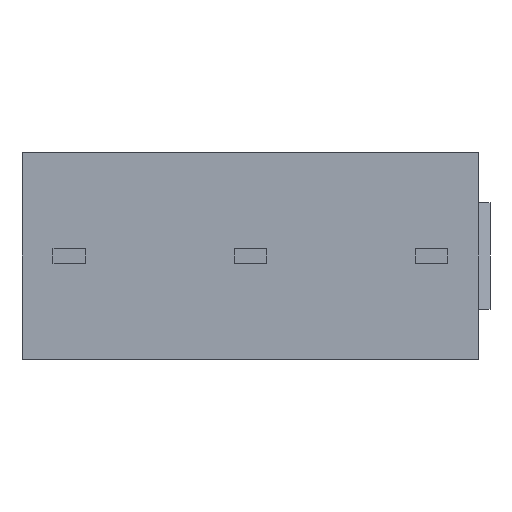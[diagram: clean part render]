
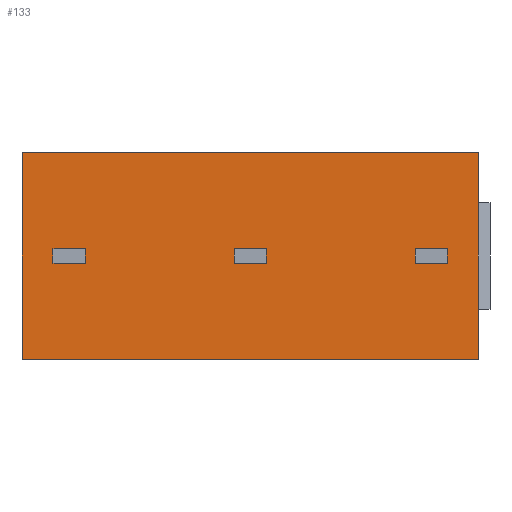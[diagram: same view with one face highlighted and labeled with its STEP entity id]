
A CAD part, front view. The second image highlights one B-rep face of the part: STEP entity #133.
In plain terms, the highlighted planar face has unit normal (0, -1, 0).
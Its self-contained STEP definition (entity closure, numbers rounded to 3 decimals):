
#133=ADVANCED_FACE('',(#267,#268,#269,#270),#271,.F.);
#267=FACE_BOUND('',#400,.T.);
#268=FACE_BOUND('',#401,.T.);
#269=FACE_BOUND('',#402,.T.);
#270=FACE_OUTER_BOUND('',#403,.T.);
#271=PLANE('',#404);
#400=EDGE_LOOP('',(#714,#715,#716,#717));
#401=EDGE_LOOP('',(#718,#719,#720,#721));
#402=EDGE_LOOP('',(#722,#723,#724,#725));
#403=EDGE_LOOP('',(#726,#727,#728,#729));
#404=AXIS2_PLACEMENT_3D('',#730,#731,#732);
#714=ORIENTED_EDGE('',*,*,#795,.T.);
#715=ORIENTED_EDGE('',*,*,#790,.T.);
#716=ORIENTED_EDGE('',*,*,#799,.T.);
#717=ORIENTED_EDGE('',*,*,#805,.T.);
#718=ORIENTED_EDGE('',*,*,#812,.T.);
#719=ORIENTED_EDGE('',*,*,#807,.T.);
#720=ORIENTED_EDGE('',*,*,#816,.T.);
#721=ORIENTED_EDGE('',*,*,#822,.T.);
#722=ORIENTED_EDGE('',*,*,#829,.T.);
#723=ORIENTED_EDGE('',*,*,#824,.T.);
#724=ORIENTED_EDGE('',*,*,#833,.T.);
#725=ORIENTED_EDGE('',*,*,#839,.T.);
#726=ORIENTED_EDGE('',*,*,#893,.T.);
#727=ORIENTED_EDGE('',*,*,#889,.F.);
#728=ORIENTED_EDGE('',*,*,#894,.F.);
#729=ORIENTED_EDGE('',*,*,#886,.F.);
#730=CARTESIAN_POINT('',(0.0,0.0,0.0));
#731=DIRECTION('',(0.0,1.0,0.0));
#732=DIRECTION('',(0.0,0.0,1.0));
#790=EDGE_CURVE('',#941,#942,#943,.T.);
#795=EDGE_CURVE('',#950,#941,#951,.T.);
#799=EDGE_CURVE('',#942,#956,#957,.T.);
#805=EDGE_CURVE('',#956,#950,#964,.T.);
#807=EDGE_CURVE('',#966,#967,#968,.T.);
#812=EDGE_CURVE('',#975,#966,#976,.T.);
#816=EDGE_CURVE('',#967,#981,#982,.T.);
#822=EDGE_CURVE('',#981,#975,#989,.T.);
#824=EDGE_CURVE('',#991,#992,#993,.T.);
#829=EDGE_CURVE('',#1000,#991,#1001,.T.);
#833=EDGE_CURVE('',#992,#1006,#1007,.T.);
#839=EDGE_CURVE('',#1006,#1000,#1014,.T.);
#886=EDGE_CURVE('',#1079,#1074,#1081,.T.);
#889=EDGE_CURVE('',#1084,#1086,#1087,.T.);
#893=EDGE_CURVE('',#1079,#1086,#1092,.T.);
#894=EDGE_CURVE('',#1074,#1084,#1093,.T.);
#941=VERTEX_POINT('',#1150);
#942=VERTEX_POINT('',#1151);
#943=LINE('',#1152,#1153);
#950=VERTEX_POINT('',#1163);
#951=LINE('',#1164,#1165);
#956=VERTEX_POINT('',#1172);
#957=LINE('',#1173,#1174);
#964=LINE('',#1184,#1185);
#966=VERTEX_POINT('',#1187);
#967=VERTEX_POINT('',#1188);
#968=LINE('',#1189,#1190);
#975=VERTEX_POINT('',#1200);
#976=LINE('',#1201,#1202);
#981=VERTEX_POINT('',#1209);
#982=LINE('',#1210,#1211);
#989=LINE('',#1221,#1222);
#991=VERTEX_POINT('',#1224);
#992=VERTEX_POINT('',#1225);
#993=LINE('',#1226,#1227);
#1000=VERTEX_POINT('',#1237);
#1001=LINE('',#1238,#1239);
#1006=VERTEX_POINT('',#1246);
#1007=LINE('',#1247,#1248);
#1014=LINE('',#1258,#1259);
#1074=VERTEX_POINT('',#1343);
#1079=VERTEX_POINT('',#1350);
#1081=LINE('',#1353,#1354);
#1084=VERTEX_POINT('',#1357);
#1086=VERTEX_POINT('',#1360);
#1087=LINE('',#1361,#1362);
#1092=LINE('',#1369,#1370);
#1093=LINE('',#1371,#1372);
#1150=CARTESIAN_POINT('',(4.63,0.0,-0.2));
#1151=CARTESIAN_POINT('',(4.63,0.0,0.2));
#1152=CARTESIAN_POINT('',(4.63,0.0,0.0));
#1153=VECTOR('',#1414,1.0);
#1163=CARTESIAN_POINT('',(5.53,0.0,-0.2));
#1164=CARTESIAN_POINT('',(2.54,0.0,-0.2));
#1165=VECTOR('',#1418,1.0);
#1172=CARTESIAN_POINT('',(5.53,0.0,0.2));
#1173=CARTESIAN_POINT('',(2.54,0.0,0.2));
#1174=VECTOR('',#1421,1.0);
#1184=CARTESIAN_POINT('',(5.53,0.0,0.0));
#1185=VECTOR('',#1425,1.0);
#1187=CARTESIAN_POINT('',(-0.45,0.0,-0.2));
#1188=CARTESIAN_POINT('',(-0.45,0.0,0.2));
#1189=CARTESIAN_POINT('',(-0.45,0.0,0.0));
#1190=VECTOR('',#1426,1.0);
#1200=CARTESIAN_POINT('',(0.45,0.0,-0.2));
#1201=CARTESIAN_POINT('',(0.0,0.0,-0.2));
#1202=VECTOR('',#1430,1.0);
#1209=CARTESIAN_POINT('',(0.45,0.0,0.2));
#1210=CARTESIAN_POINT('',(0.0,0.0,0.2));
#1211=VECTOR('',#1433,1.0);
#1221=CARTESIAN_POINT('',(0.45,0.0,0.0));
#1222=VECTOR('',#1437,1.0);
#1224=CARTESIAN_POINT('',(-5.53,0.0,-0.2));
#1225=CARTESIAN_POINT('',(-5.53,0.0,0.2));
#1226=CARTESIAN_POINT('',(-5.53,0.0,0.0));
#1227=VECTOR('',#1438,1.0);
#1237=CARTESIAN_POINT('',(-4.63,0.0,-0.2));
#1238=CARTESIAN_POINT('',(-2.54,0.0,-0.2));
#1239=VECTOR('',#1442,1.0);
#1246=CARTESIAN_POINT('',(-4.63,0.0,0.2));
#1247=CARTESIAN_POINT('',(-2.54,0.0,0.2));
#1248=VECTOR('',#1445,1.0);
#1258=CARTESIAN_POINT('',(-4.63,0.0,0.0));
#1259=VECTOR('',#1449,1.0);
#1343=CARTESIAN_POINT('',(6.4,0.0,2.9));
#1350=CARTESIAN_POINT('',(-6.4,0.0,2.9));
#1353=CARTESIAN_POINT('',(0.0,0.0,2.9));
#1354=VECTOR('',#1495,1.0);
#1357=CARTESIAN_POINT('',(6.4,0.0,-2.9));
#1360=CARTESIAN_POINT('',(-6.4,0.0,-2.9));
#1361=CARTESIAN_POINT('',(0.0,0.0,-2.9));
#1362=VECTOR('',#1497,1.0);
#1369=CARTESIAN_POINT('',(-6.4,0.0,0.0));
#1370=VECTOR('',#1500,1.0);
#1371=CARTESIAN_POINT('',(6.4,0.0,0.0));
#1372=VECTOR('',#1501,1.0);
#1414=DIRECTION('',(0.0,0.0,1.0));
#1418=DIRECTION('',(-1.0,0.0,0.0));
#1421=DIRECTION('',(1.0,0.0,0.0));
#1425=DIRECTION('',(0.0,0.0,-1.0));
#1426=DIRECTION('',(0.0,0.0,1.0));
#1430=DIRECTION('',(-1.0,0.0,0.0));
#1433=DIRECTION('',(1.0,0.0,0.0));
#1437=DIRECTION('',(0.0,0.0,-1.0));
#1438=DIRECTION('',(0.0,0.0,1.0));
#1442=DIRECTION('',(-1.0,0.0,0.0));
#1445=DIRECTION('',(1.0,0.0,0.0));
#1449=DIRECTION('',(0.0,0.0,-1.0));
#1495=DIRECTION('',(1.0,0.0,0.0));
#1497=DIRECTION('',(-1.0,0.0,0.0));
#1500=DIRECTION('',(0.0,0.0,-1.0));
#1501=DIRECTION('',(0.0,0.0,-1.0));
